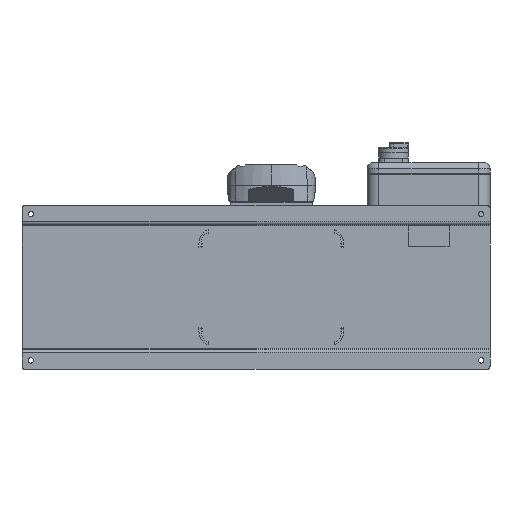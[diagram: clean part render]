
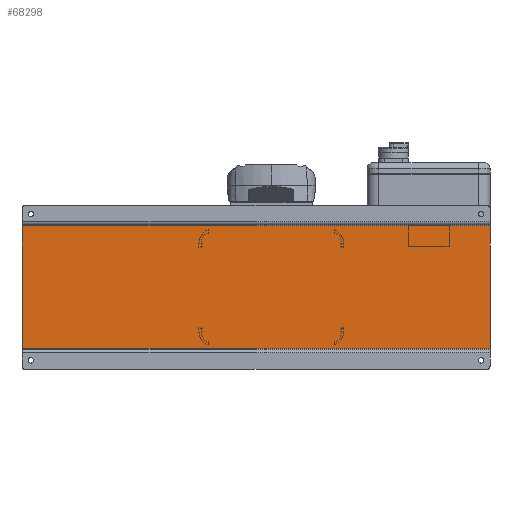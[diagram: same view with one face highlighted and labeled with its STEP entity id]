
A CAD part, front view. The second image highlights one B-rep face of the part: STEP entity #68298.
In plain terms, the highlighted planar face has unit normal (0, -1, 0).
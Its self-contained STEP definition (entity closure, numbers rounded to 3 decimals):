
#1846 = EDGE_CURVE ( 'NONE', #32552, #21201, #25053, .T. ) ;
#5471 = DIRECTION ( 'NONE',  ( 0., 0., -1. ) ) ;
#9850 = EDGE_CURVE ( 'NONE', #32552, #36453, #59151, .T. ) ;
#11098 = ORIENTED_EDGE ( 'NONE', *, *, #84599, .F. ) ;
#13135 = EDGE_LOOP ( 'NONE', ( #85391, #11098, #57248, #20791 ) ) ;
#16765 = DIRECTION ( 'NONE',  ( 0., 1., 0. ) ) ;
#17131 = CARTESIAN_POINT ( 'NONE',  ( -400., 51., -105. ) ) ;
#20791 = ORIENTED_EDGE ( 'NONE', *, *, #1846, .T. ) ;
#21201 = VERTEX_POINT ( 'NONE', #77624 ) ;
#25053 = LINE ( 'NONE', #52726, #40746 ) ;
#25307 = EDGE_CURVE ( 'NONE', #21201, #29039, #36160, .T. ) ;
#29022 = PLANE ( 'NONE',  #66720 ) ;
#29039 = VERTEX_POINT ( 'NONE', #39720 ) ;
#32552 = VERTEX_POINT ( 'NONE', #69977 ) ;
#36160 = LINE ( 'NONE', #17131, #53934 ) ;
#36453 = VERTEX_POINT ( 'NONE', #46732 ) ;
#36912 = DIRECTION ( 'NONE',  ( -1., 0., 0. ) ) ;
#39720 = CARTESIAN_POINT ( 'NONE',  ( -400., 51., -105. ) ) ;
#40444 = VECTOR ( 'NONE', #36912, 1000. ) ;
#40746 = VECTOR ( 'NONE', #80513, 1000. ) ;
#43438 = DIRECTION ( 'NONE',  ( 0., 0., -1. ) ) ;
#46732 = CARTESIAN_POINT ( 'NONE',  ( 400., 51., -105. ) ) ;
#50118 = LINE ( 'NONE', #70189, #40444 ) ;
#52726 = CARTESIAN_POINT ( 'NONE',  ( 400., 51., 105. ) ) ;
#53934 = VECTOR ( 'NONE', #43438, 1000. ) ;
#57205 = FACE_OUTER_BOUND ( 'NONE', #13135, .T. ) ;
#57248 = ORIENTED_EDGE ( 'NONE', *, *, #9850, .F. ) ;
#59151 = LINE ( 'NONE', #59594, #70941 ) ;
#59594 = CARTESIAN_POINT ( 'NONE',  ( 400., 51., 105. ) ) ;
#66720 = AXIS2_PLACEMENT_3D ( 'NONE', #79034, #16765, #77685 ) ;
#68298 = ADVANCED_FACE ( 'NONE', ( #57205 ), #29022, .F. ) ;
#69977 = CARTESIAN_POINT ( 'NONE',  ( 400., 51., 105. ) ) ;
#70189 = CARTESIAN_POINT ( 'NONE',  ( 400., 51., -105. ) ) ;
#70941 = VECTOR ( 'NONE', #5471, 1000. ) ;
#77624 = CARTESIAN_POINT ( 'NONE',  ( -400., 51., 105. ) ) ;
#77685 = DIRECTION ( 'NONE',  ( 0., 0., 1. ) ) ;
#79034 = CARTESIAN_POINT ( 'NONE',  ( 400., 51., -105. ) ) ;
#80513 = DIRECTION ( 'NONE',  ( -1., 0., 0. ) ) ;
#84599 = EDGE_CURVE ( 'NONE', #36453, #29039, #50118, .T. ) ;
#85391 = ORIENTED_EDGE ( 'NONE', *, *, #25307, .T. ) ;
